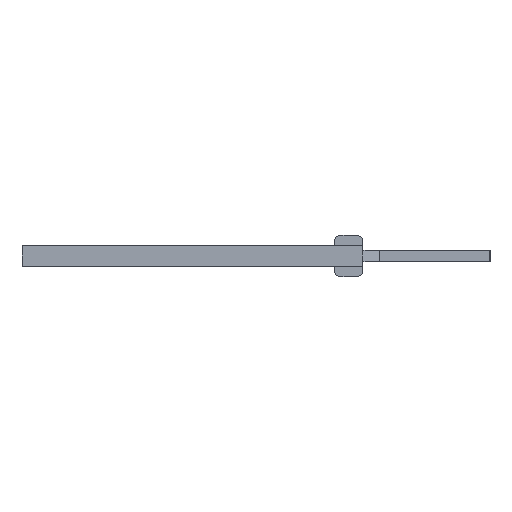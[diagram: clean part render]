
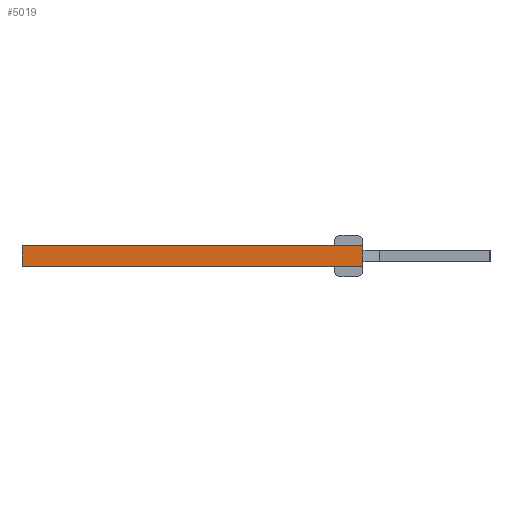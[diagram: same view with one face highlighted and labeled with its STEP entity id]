
A CAD part, left-side view. The second image highlights one B-rep face of the part: STEP entity #5019.
In plain terms, the highlighted planar face has unit normal (-1, 0, 0).
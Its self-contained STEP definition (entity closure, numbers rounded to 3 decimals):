
#17=DIRECTION('',(0.,-1.,0.));
#18=VECTOR('',#17,10.55);
#19=CARTESIAN_POINT('',(-19.05,10.55,0.));
#20=LINE('',#19,#18);
#425=DIRECTION('',(0.,0.,1.));
#426=VECTOR('',#425,0.62);
#427=CARTESIAN_POINT('',(-19.05,0.,0.));
#428=LINE('',#427,#426);
#1193=DIRECTION('',(0.,-1.,0.));
#1194=VECTOR('',#1193,10.55);
#1195=CARTESIAN_POINT('',(-19.05,10.55,0.62));
#1196=LINE('',#1195,#1194);
#1829=DIRECTION('',(0.,0.,1.));
#1830=VECTOR('',#1829,0.62);
#1831=CARTESIAN_POINT('',(-19.05,10.55,0.));
#1832=LINE('',#1831,#1830);
#1845=CARTESIAN_POINT('',(-19.05,10.55,0.));
#1846=VERTEX_POINT('',#1845);
#1847=CARTESIAN_POINT('',(-19.05,0.,0.));
#1848=VERTEX_POINT('',#1847);
#1853=CARTESIAN_POINT('',(-19.05,10.55,0.62));
#1854=VERTEX_POINT('',#1853);
#1855=CARTESIAN_POINT('',(-19.05,0.,0.62));
#1856=VERTEX_POINT('',#1855);
#5007=CARTESIAN_POINT('',(-19.05,10.55,0.));
#5008=DIRECTION('',(-1.,0.,0.));
#5009=DIRECTION('',(0.,-1.,0.));
#5010=AXIS2_PLACEMENT_3D('',#5007,#5008,#5009);
#5011=PLANE('',#5010);
#5012=ORIENTED_EDGE('',*,*,#2446,.F.);
#5014=ORIENTED_EDGE('',*,*,#5013,.T.);
#5015=ORIENTED_EDGE('',*,*,#3863,.T.);
#5016=ORIENTED_EDGE('',*,*,#2690,.F.);
#5017=EDGE_LOOP('',(#5012,#5014,#5015,#5016));
#5018=FACE_OUTER_BOUND('',#5017,.F.);
#2446=EDGE_CURVE('',#1846,#1848,#20,.T.);
#2690=EDGE_CURVE('',#1848,#1856,#428,.T.);
#3863=EDGE_CURVE('',#1854,#1856,#1196,.T.);
#5013=EDGE_CURVE('',#1846,#1854,#1832,.T.);
#5019=ADVANCED_FACE('',(#5018),#5011,.T.);
